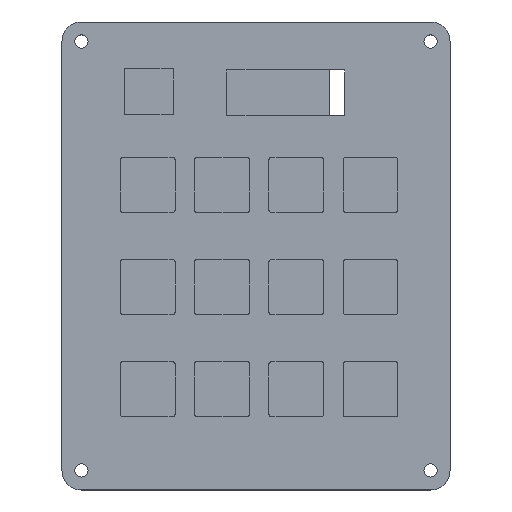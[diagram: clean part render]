
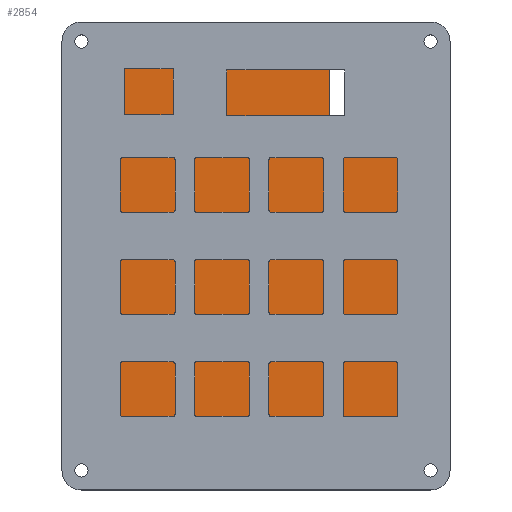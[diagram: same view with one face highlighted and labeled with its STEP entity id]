
A CAD part, top view. The second image highlights one B-rep face of the part: STEP entity #2854.
In plain terms, the highlighted planar face has unit normal (0, 0, 1).
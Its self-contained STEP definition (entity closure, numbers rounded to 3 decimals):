
#76=PLANE('',#3030);
#161=FACE_OUTER_BOUND('',#314,.T.);
#314=EDGE_LOOP('',(#2000,#2001,#2002,#2003,#2004,#2005,#2006,#2007));
#520=LINE('',#4230,#810);
#521=LINE('',#4233,#811);
#524=LINE('',#4238,#814);
#526=LINE('',#4242,#816);
#530=LINE('',#4249,#820);
#532=LINE('',#4254,#822);
#533=LINE('',#4256,#823);
#534=LINE('',#4257,#824);
#810=VECTOR('',#3361,10.);
#811=VECTOR('',#3364,10.);
#814=VECTOR('',#3369,10.);
#816=VECTOR('',#3373,10.);
#820=VECTOR('',#3377,10.);
#822=VECTOR('',#3383,10.);
#823=VECTOR('',#3384,10.);
#824=VECTOR('',#3385,10.);
#1238=VERTEX_POINT('',#4225);
#1239=VERTEX_POINT('',#4228);
#1240=VERTEX_POINT('',#4232);
#1241=VERTEX_POINT('',#4236);
#1242=VERTEX_POINT('',#4241);
#1245=VERTEX_POINT('',#4247);
#1246=VERTEX_POINT('',#4253);
#1247=VERTEX_POINT('',#4255);
#1532=EDGE_CURVE('',#1238,#1239,#520,.T.);
#1533=EDGE_CURVE('',#1239,#1240,#521,.T.);
#1536=EDGE_CURVE('',#1240,#1241,#524,.T.);
#1538=EDGE_CURVE('',#1238,#1242,#526,.T.);
#1542=EDGE_CURVE('',#1245,#1241,#530,.T.);
#1544=EDGE_CURVE('',#1246,#1245,#532,.T.);
#1545=EDGE_CURVE('',#1247,#1246,#533,.T.);
#1546=EDGE_CURVE('',#1242,#1247,#534,.T.);
#2000=ORIENTED_EDGE('',*,*,#1536,.T.);
#2001=ORIENTED_EDGE('',*,*,#1542,.F.);
#2002=ORIENTED_EDGE('',*,*,#1544,.F.);
#2003=ORIENTED_EDGE('',*,*,#1545,.F.);
#2004=ORIENTED_EDGE('',*,*,#1546,.F.);
#2005=ORIENTED_EDGE('',*,*,#1538,.F.);
#2006=ORIENTED_EDGE('',*,*,#1532,.T.);
#2007=ORIENTED_EDGE('',*,*,#1533,.T.);
#2854=ADVANCED_FACE('',(#161),#76,.T.);
#3030=AXIS2_PLACEMENT_3D('',#4252,#3381,#3382);
#3361=DIRECTION('',(-1.,0.,0.));
#3364=DIRECTION('',(0.,1.,0.));
#3369=DIRECTION('',(1.,0.,0.));
#3373=DIRECTION('',(0.,-1.,0.));
#3377=DIRECTION('',(0.,-1.,0.));
#3381=DIRECTION('center_axis',(0.,0.,1.));
#3382=DIRECTION('ref_axis',(1.,0.,0.));
#3383=DIRECTION('',(1.,0.,0.));
#3384=DIRECTION('',(0.,1.,0.));
#3385=DIRECTION('',(-1.,0.,0.));
#4225=CARTESIAN_POINT('',(-75.237,-53.739,3.));
#4228=CARTESIAN_POINT('',(-96.737,-53.739,3.));
#4230=CARTESIAN_POINT('',(-106.125,-53.739,3.));
#4232=CARTESIAN_POINT('',(-96.737,-35.239,3.));
#4233=CARTESIAN_POINT('',(-96.737,-59.57,3.));
#4236=CARTESIAN_POINT('',(-75.237,-35.239,3.));
#4238=CARTESIAN_POINT('',(-90.625,-35.239,3.));
#4241=CARTESIAN_POINT('',(-75.237,-134.401,3.));
#4242=CARTESIAN_POINT('',(-75.237,-58.651,3.));
#4247=CARTESIAN_POINT('',(-75.237,-33.401,3.));
#4249=CARTESIAN_POINT('',(-75.237,-58.651,3.));
#4252=CARTESIAN_POINT('Origin',(-115.512,-83.901,3.));
#4253=CARTESIAN_POINT('',(-155.787,-33.401,3.));
#4254=CARTESIAN_POINT('',(-135.65,-33.401,3.));
#4255=CARTESIAN_POINT('',(-155.787,-134.401,3.));
#4256=CARTESIAN_POINT('',(-155.787,-109.151,3.));
#4257=CARTESIAN_POINT('',(-95.375,-134.401,3.));
